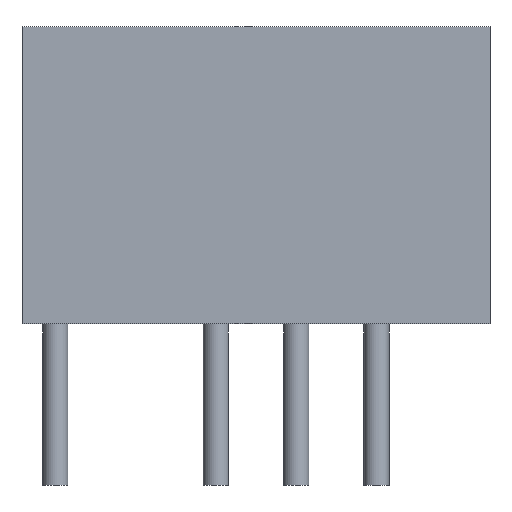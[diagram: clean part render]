
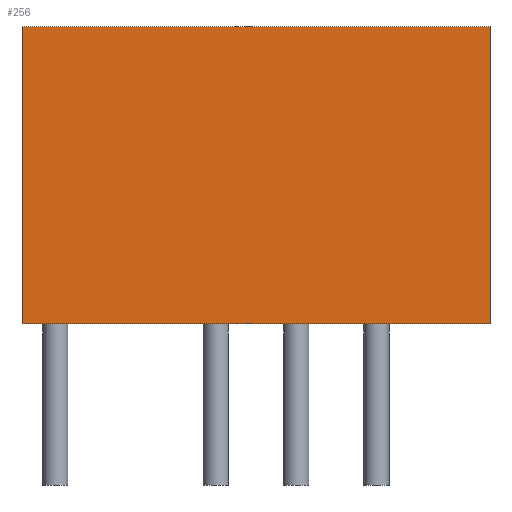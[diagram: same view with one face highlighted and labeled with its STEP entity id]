
A CAD part, front view. The second image highlights one B-rep face of the part: STEP entity #256.
In plain terms, the highlighted planar face has unit normal (0, -1, 0).
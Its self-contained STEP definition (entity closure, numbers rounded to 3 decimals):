
#87 = PLANE('',#88);
#88 = AXIS2_PLACEMENT_3D('',#89,#90,#91);
#89 = CARTESIAN_POINT('',(-1.05,-1.11,0.));
#90 = DIRECTION('',(-1.,0.,0.));
#91 = DIRECTION('',(0.,1.,0.));
#115 = PLANE('',#116);
#116 = AXIS2_PLACEMENT_3D('',#117,#118,#119);
#117 = CARTESIAN_POINT('',(6.35,2.54,9.4));
#118 = DIRECTION('',(0.,0.,-1.));
#119 = DIRECTION('',(-1.,0.,0.));
#143 = PLANE('',#144);
#144 = AXIS2_PLACEMENT_3D('',#145,#146,#147);
#145 = CARTESIAN_POINT('',(13.75,6.19,0.));
#146 = DIRECTION('',(1.,0.,-0.));
#147 = DIRECTION('',(0.,-1.,0.));
#169 = PLANE('',#170);
#170 = AXIS2_PLACEMENT_3D('',#171,#172,#173);
#171 = CARTESIAN_POINT('',(6.35,2.54,0.));
#172 = DIRECTION('',(0.,0.,-1.));
#173 = DIRECTION('',(-1.,0.,0.));
#186 = VERTEX_POINT('',#187);
#187 = CARTESIAN_POINT('',(13.75,-1.11,9.4));
#208 = EDGE_CURVE('',#209,#186,#211,.T.);
#209 = VERTEX_POINT('',#210);
#210 = CARTESIAN_POINT('',(13.75,-1.11,0.));
#211 = SURFACE_CURVE('',#212,(#216,#223),.PCURVE_S1.);
#212 = LINE('',#213,#214);
#213 = CARTESIAN_POINT('',(13.75,-1.11,0.));
#214 = VECTOR('',#215,1.);
#215 = DIRECTION('',(0.,0.,1.));
#216 = PCURVE('',#143,#217);
#217 = DEFINITIONAL_REPRESENTATION('',(#218),#222);
#218 = LINE('',#219,#220);
#219 = CARTESIAN_POINT('',(7.3,0.));
#220 = VECTOR('',#221,1.);
#221 = DIRECTION('',(0.,-1.));
#222 = ( GEOMETRIC_REPRESENTATION_CONTEXT(2) 
PARAMETRIC_REPRESENTATION_CONTEXT() REPRESENTATION_CONTEXT('2D SPACE',''
  ) );
#223 = PCURVE('',#224,#229);
#224 = PLANE('',#225);
#225 = AXIS2_PLACEMENT_3D('',#226,#227,#228);
#226 = CARTESIAN_POINT('',(13.75,-1.11,0.));
#227 = DIRECTION('',(0.,-1.,0.));
#228 = DIRECTION('',(-1.,0.,0.));
#229 = DEFINITIONAL_REPRESENTATION('',(#230),#234);
#230 = LINE('',#231,#232);
#231 = CARTESIAN_POINT('',(0.,-0.));
#232 = VECTOR('',#233,1.);
#233 = DIRECTION('',(0.,-1.));
#234 = ( GEOMETRIC_REPRESENTATION_CONTEXT(2) 
PARAMETRIC_REPRESENTATION_CONTEXT() REPRESENTATION_CONTEXT('2D SPACE',''
  ) );
#256 = ADVANCED_FACE('',(#257),#224,.T.);
#257 = FACE_BOUND('',#258,.T.);
#258 = EDGE_LOOP('',(#259,#260,#283,#306));
#259 = ORIENTED_EDGE('',*,*,#208,.T.);
#260 = ORIENTED_EDGE('',*,*,#261,.T.);
#261 = EDGE_CURVE('',#186,#262,#264,.T.);
#262 = VERTEX_POINT('',#263);
#263 = CARTESIAN_POINT('',(-1.05,-1.11,9.4));
#264 = SURFACE_CURVE('',#265,(#269,#276),.PCURVE_S1.);
#265 = LINE('',#266,#267);
#266 = CARTESIAN_POINT('',(13.75,-1.11,9.4));
#267 = VECTOR('',#268,1.);
#268 = DIRECTION('',(-1.,0.,0.));
#269 = PCURVE('',#224,#270);
#270 = DEFINITIONAL_REPRESENTATION('',(#271),#275);
#271 = LINE('',#272,#273);
#272 = CARTESIAN_POINT('',(0.,-9.4));
#273 = VECTOR('',#274,1.);
#274 = DIRECTION('',(1.,0.));
#275 = ( GEOMETRIC_REPRESENTATION_CONTEXT(2) 
PARAMETRIC_REPRESENTATION_CONTEXT() REPRESENTATION_CONTEXT('2D SPACE',''
  ) );
#276 = PCURVE('',#115,#277);
#277 = DEFINITIONAL_REPRESENTATION('',(#278),#282);
#278 = LINE('',#279,#280);
#279 = CARTESIAN_POINT('',(-7.4,-3.65));
#280 = VECTOR('',#281,1.);
#281 = DIRECTION('',(1.,0.));
#282 = ( GEOMETRIC_REPRESENTATION_CONTEXT(2) 
PARAMETRIC_REPRESENTATION_CONTEXT() REPRESENTATION_CONTEXT('2D SPACE',''
  ) );
#283 = ORIENTED_EDGE('',*,*,#284,.F.);
#284 = EDGE_CURVE('',#285,#262,#287,.T.);
#285 = VERTEX_POINT('',#286);
#286 = CARTESIAN_POINT('',(-1.05,-1.11,0.));
#287 = SURFACE_CURVE('',#288,(#292,#299),.PCURVE_S1.);
#288 = LINE('',#289,#290);
#289 = CARTESIAN_POINT('',(-1.05,-1.11,0.));
#290 = VECTOR('',#291,1.);
#291 = DIRECTION('',(0.,0.,1.));
#292 = PCURVE('',#224,#293);
#293 = DEFINITIONAL_REPRESENTATION('',(#294),#298);
#294 = LINE('',#295,#296);
#295 = CARTESIAN_POINT('',(14.8,0.));
#296 = VECTOR('',#297,1.);
#297 = DIRECTION('',(0.,-1.));
#298 = ( GEOMETRIC_REPRESENTATION_CONTEXT(2) 
PARAMETRIC_REPRESENTATION_CONTEXT() REPRESENTATION_CONTEXT('2D SPACE',''
  ) );
#299 = PCURVE('',#87,#300);
#300 = DEFINITIONAL_REPRESENTATION('',(#301),#305);
#301 = LINE('',#302,#303);
#302 = CARTESIAN_POINT('',(0.,0.));
#303 = VECTOR('',#304,1.);
#304 = DIRECTION('',(0.,-1.));
#305 = ( GEOMETRIC_REPRESENTATION_CONTEXT(2) 
PARAMETRIC_REPRESENTATION_CONTEXT() REPRESENTATION_CONTEXT('2D SPACE',''
  ) );
#306 = ORIENTED_EDGE('',*,*,#307,.F.);
#307 = EDGE_CURVE('',#209,#285,#308,.T.);
#308 = SURFACE_CURVE('',#309,(#313,#320),.PCURVE_S1.);
#309 = LINE('',#310,#311);
#310 = CARTESIAN_POINT('',(13.75,-1.11,0.));
#311 = VECTOR('',#312,1.);
#312 = DIRECTION('',(-1.,0.,0.));
#313 = PCURVE('',#224,#314);
#314 = DEFINITIONAL_REPRESENTATION('',(#315),#319);
#315 = LINE('',#316,#317);
#316 = CARTESIAN_POINT('',(0.,-0.));
#317 = VECTOR('',#318,1.);
#318 = DIRECTION('',(1.,0.));
#319 = ( GEOMETRIC_REPRESENTATION_CONTEXT(2) 
PARAMETRIC_REPRESENTATION_CONTEXT() REPRESENTATION_CONTEXT('2D SPACE',''
  ) );
#320 = PCURVE('',#169,#321);
#321 = DEFINITIONAL_REPRESENTATION('',(#322),#326);
#322 = LINE('',#323,#324);
#323 = CARTESIAN_POINT('',(-7.4,-3.65));
#324 = VECTOR('',#325,1.);
#325 = DIRECTION('',(1.,0.));
#326 = ( GEOMETRIC_REPRESENTATION_CONTEXT(2) 
PARAMETRIC_REPRESENTATION_CONTEXT() REPRESENTATION_CONTEXT('2D SPACE',''
  ) );
